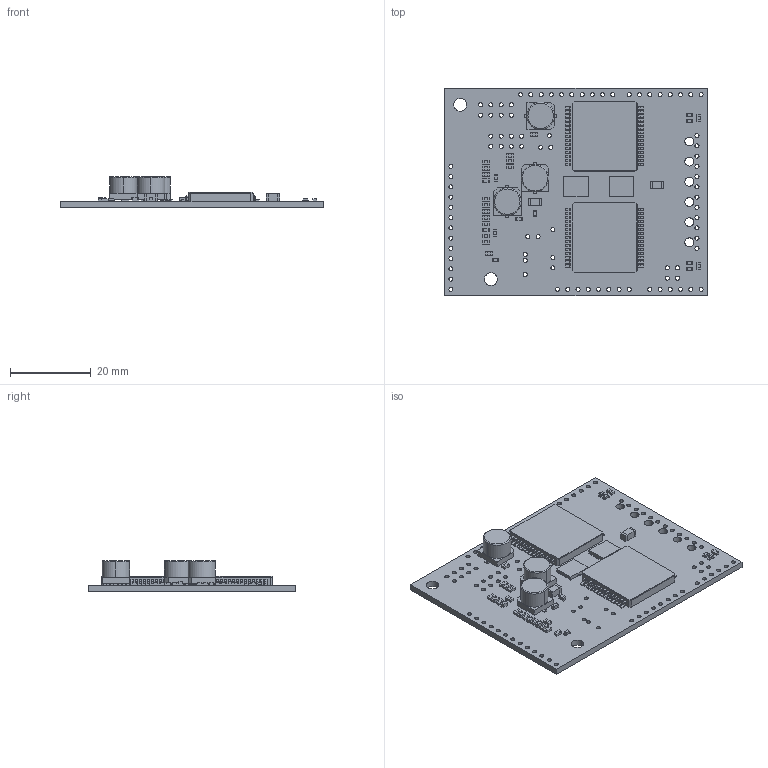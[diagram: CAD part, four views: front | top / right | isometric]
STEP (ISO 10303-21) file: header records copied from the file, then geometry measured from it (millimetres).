
FILE_DESCRIPTION (( 'STEP AP214' ), '1' );
FILE_NAME ('pololu-dual-vnh5019-notor-driver-shield-for-arduino.step', '2017-11-25T00:23:00', ( '' ), ( '' ), 'SwSTEP 2.0', 'SolidWorks 2016', '' );
FILE_SCHEMA (( 'AUTOMOTIVE_DESIGN' ));
Length unit declared in the file: millimetre
Products named in the file (1): pololu-dual-vnh5019-notor-driver-shield-for-arduino
Bounding box: 65.02 x 51.31 x 7.67 mm (x, y, z)
Volume: 7132.4 mm3; surface area: 8794.1 mm2
Topology: 1 solids, 1 shells, 1909 faces, 5464 edges, 3620 vertices
Faces by surface type: plane 1273, cylinder 464, bspline 166, torus 6
Entity records: 89445 total; most frequent: CARTESIAN_POINT 18272, ORIENTED_EDGE 10928, DIRECTION 9450, EDGE_CURVE 5464, VECTOR 4150, LINE 4150, VERTEX_POINT 3620, AXIS2_PLACEMENT_3D 2650
